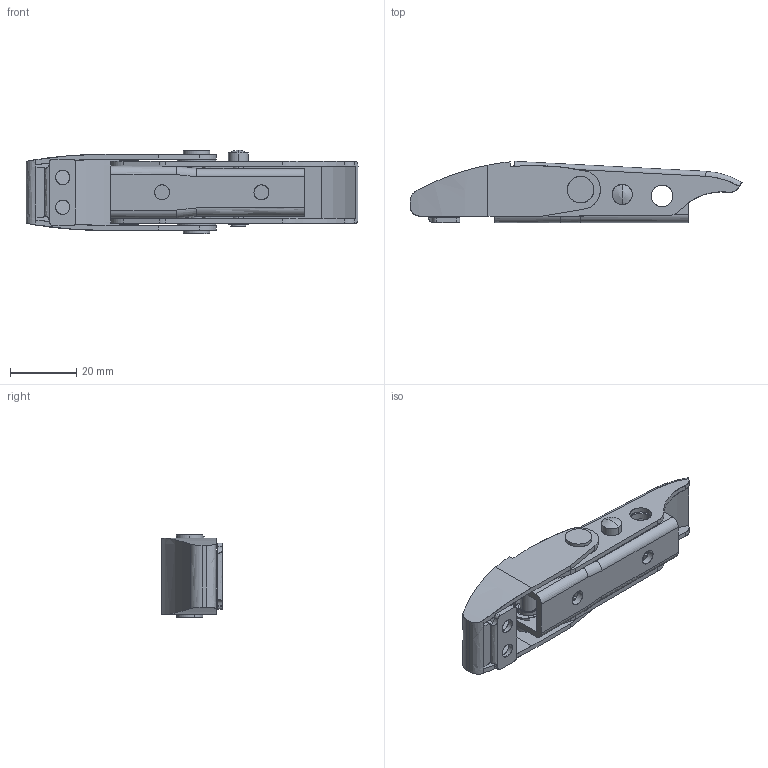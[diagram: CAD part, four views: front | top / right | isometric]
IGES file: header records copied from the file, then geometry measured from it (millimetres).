
Start section: SolidWorks IGES file using analytic representation for surfaces
Global section: file name: C-1321-3.IGS; native system: SolidWorks 2021; preprocessor: SolidWorks 2021; author: 1444to; date: 231208.113058; units: millimetre
Bounding box: 100.23 x 18.49 x 25.2 mm (x, y, z)
Surface area: 18122 mm2 (no closed solid volume)
Topology: 0 solids, 0 shells, 375 faces, 6120 edges, 6119 vertices
Faces by surface type: revolution 232, bspline 143
